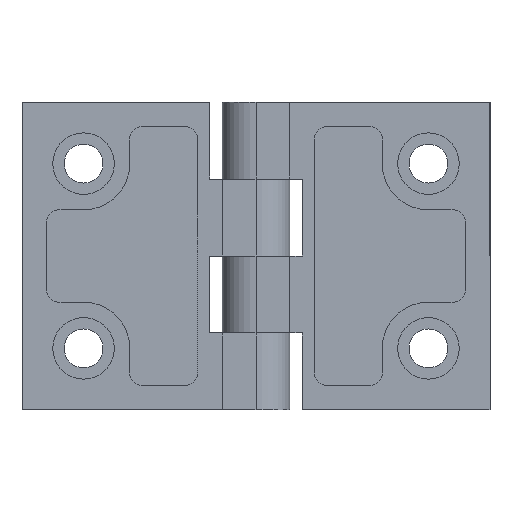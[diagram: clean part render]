
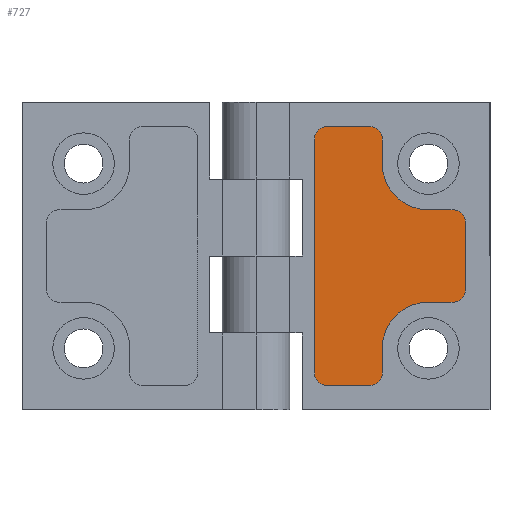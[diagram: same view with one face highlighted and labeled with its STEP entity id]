
A CAD part, front view. The second image highlights one B-rep face of the part: STEP entity #727.
In plain terms, the highlighted planar face has unit normal (0, -1, 0).
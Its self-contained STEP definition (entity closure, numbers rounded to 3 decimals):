
#9 = CARTESIAN_POINT ( 'NONE',  ( -18.5, -3., 21. ) ) ;
#117 = VERTEX_POINT ( 'NONE', #1178 ) ;
#128 = CIRCLE ( 'NONE', #143, 2. ) ;
#143 = AXIS2_PLACEMENT_3D ( 'NONE', #737, #735, #734 ) ;
#198 = DIRECTION ( 'NONE',  ( 0., 0., -1. ) ) ;
#200 = DIRECTION ( 'NONE',  ( 0., -1., 0. ) ) ;
#214 = CARTESIAN_POINT ( 'NONE',  ( -32., -3., 5.5 ) ) ;
#241 = AXIS2_PLACEMENT_3D ( 'NONE', #1081, #1078, #1075 ) ;
#257 = AXIS2_PLACEMENT_3D ( 'NONE', #1182, #1180, #1174 ) ;
#261 = CIRCLE ( 'NONE', #297, 7.5 ) ;
#297 = AXIS2_PLACEMENT_3D ( 'NONE', #1337, #1332, #1330 ) ;
#316 = VERTEX_POINT ( 'NONE', #972 ) ;
#361 = ORIENTED_EDGE ( 'NONE', *, *, #2622, .T. ) ;
#373 = CARTESIAN_POINT ( 'NONE',  ( -20.5, -3., 19. ) ) ;
#376 = VECTOR ( 'NONE', #751, 1000. ) ;
#395 = VERTEX_POINT ( 'NONE', #909 ) ;
#414 = AXIS2_PLACEMENT_3D ( 'NONE', #2776, #3000, #2433 ) ;
#437 = CARTESIAN_POINT ( 'NONE',  ( -34., -3., 5.5 ) ) ;
#463 = CARTESIAN_POINT ( 'NONE',  ( -32., -3., 5.5 ) ) ;
#473 = CARTESIAN_POINT ( 'NONE',  ( -32., -3., 7.5 ) ) ;
#489 = DIRECTION ( 'NONE',  ( -1., 0., 0. ) ) ;
#531 = DIRECTION ( 'NONE',  ( 0., 0., -1. ) ) ;
#535 = DIRECTION ( 'NONE',  ( 0., -1., 0. ) ) ;
#542 = CARTESIAN_POINT ( 'NONE',  ( -18.5, -3., -19. ) ) ;
#579 = DIRECTION ( 'NONE',  ( 0., -1., 0. ) ) ;
#585 = CARTESIAN_POINT ( 'NONE',  ( -11.5, -3., 19. ) ) ;
#698 = CARTESIAN_POINT ( 'NONE',  ( -20.5, -3., -15. ) ) ;
#700 = DIRECTION ( 'NONE',  ( 0., 0., -1. ) ) ;
#727 = ADVANCED_FACE ( 'N', ( #2430 ), #1024, .F. ) ;
#734 = DIRECTION ( 'NONE',  ( 0., 0., -1. ) ) ;
#735 = DIRECTION ( 'NONE',  ( 0., -1., 0. ) ) ;
#737 = CARTESIAN_POINT ( 'NONE',  ( -32., -3., -5.5 ) ) ;
#745 = AXIS2_PLACEMENT_3D ( 'NONE', #463, #3062, #3174 ) ;
#751 = DIRECTION ( 'NONE',  ( 0., 0., 1. ) ) ;
#752 = CARTESIAN_POINT ( 'NONE',  ( -9.5, -3., 19. ) ) ;
#762 = CARTESIAN_POINT ( 'NONE',  ( -18.5, -3., -21. ) ) ;
#766 = DIRECTION ( 'NONE',  ( 1., 0., 0. ) ) ;
#788 = VERTEX_POINT ( 'NONE', #3408 ) ;
#878 = LINE ( 'NONE', #752, #376 ) ;
#893 = VECTOR ( 'NONE', #489, 1000. ) ;
#909 = CARTESIAN_POINT ( 'NONE',  ( -28., -3., 7.5 ) ) ;
#972 = CARTESIAN_POINT ( 'NONE',  ( -20.5, -3., 15. ) ) ;
#1024 = PLANE ( 'NONE',  #745 ) ;
#1034 = VERTEX_POINT ( 'NONE', #3043 ) ;
#1075 = DIRECTION ( 'NONE',  ( 0., 0., -1. ) ) ;
#1078 = DIRECTION ( 'NONE',  ( 0., -1., 0. ) ) ;
#1081 = CARTESIAN_POINT ( 'NONE',  ( -28., -3., -15. ) ) ;
#1115 = EDGE_CURVE ( 'NONE', #2365, #117, #3318, .T. ) ;
#1158 = DIRECTION ( 'NONE',  ( 1., 0., 0. ) ) ;
#1174 = DIRECTION ( 'NONE',  ( 0., 0., -1. ) ) ;
#1178 = CARTESIAN_POINT ( 'NONE',  ( -9.5, -3., -19. ) ) ;
#1180 = DIRECTION ( 'NONE',  ( 0., -1., 0. ) ) ;
#1182 = CARTESIAN_POINT ( 'NONE',  ( -18.5, -3., 19. ) ) ;
#1192 = CARTESIAN_POINT ( 'NONE',  ( -32., -3., -7.5 ) ) ;
#1229 = VERTEX_POINT ( 'NONE', #1673 ) ;
#1330 = DIRECTION ( 'NONE',  ( 0., 0., -1. ) ) ;
#1332 = DIRECTION ( 'NONE',  ( 0., -1., 0. ) ) ;
#1333 = AXIS2_PLACEMENT_3D ( 'NONE', #585, #579, #2789 ) ;
#1337 = CARTESIAN_POINT ( 'NONE',  ( -28., -3., 15. ) ) ;
#1369 = ORIENTED_EDGE ( 'NONE', *, *, #2514, .T. ) ;
#1398 = CARTESIAN_POINT ( 'NONE',  ( -20.5, -3., -19. ) ) ;
#1412 = CARTESIAN_POINT ( 'NONE',  ( -11.5, -3., -21. ) ) ;
#1431 = VERTEX_POINT ( 'NONE', #3309 ) ;
#1435 = EDGE_CURVE ( 'NONE', #2096, #788, #3029, .T. ) ;
#1457 = DIRECTION ( 'NONE',  ( 0., 0., -1. ) ) ;
#1527 = ORIENTED_EDGE ( 'NONE', *, *, #2406, .F. ) ;
#1552 = EDGE_CURVE ( 'NONE', #2638, #1034, #1803, .T. ) ;
#1565 = AXIS2_PLACEMENT_3D ( 'NONE', #542, #535, #531 ) ;
#1625 = VECTOR ( 'NONE', #3336, 1000. ) ;
#1648 = ORIENTED_EDGE ( 'NONE', *, *, #2538, .T. ) ;
#1673 = CARTESIAN_POINT ( 'NONE',  ( -28., -3., -7.5 ) ) ;
#1733 = LINE ( 'NONE', #473, #893 ) ;
#1749 = VERTEX_POINT ( 'NONE', #2377 ) ;
#1785 = ORIENTED_EDGE ( 'NONE', *, *, #1115, .T. ) ;
#1801 = VERTEX_POINT ( 'NONE', #2298 ) ;
#1803 = LINE ( 'NONE', #2912, #2320 ) ;
#1826 = CARTESIAN_POINT ( 'NONE',  ( -20.5, -3., 15. ) ) ;
#1850 = ORIENTED_EDGE ( 'NONE', *, *, #1896, .T. ) ;
#1890 = CIRCLE ( 'NONE', #1565, 2. ) ;
#1896 = EDGE_CURVE ( 'NONE', #2706, #316, #3415, .T. ) ;
#1941 = CIRCLE ( 'NONE', #2961, 2. ) ;
#1953 = DIRECTION ( 'NONE',  ( 0., 0., -1. ) ) ;
#1966 = CIRCLE ( 'NONE', #1333, 2. ) ;
#1968 = ORIENTED_EDGE ( 'NONE', *, *, #2723, .T. ) ;
#1990 = CARTESIAN_POINT ( 'NONE',  ( -11.5, -3., 21. ) ) ;
#2032 = VERTEX_POINT ( 'NONE', #2082 ) ;
#2074 = ORIENTED_EDGE ( 'NONE', *, *, #1552, .T. ) ;
#2080 = LINE ( 'NONE', #698, #2395 ) ;
#2082 = CARTESIAN_POINT ( 'NONE',  ( -18.5, -3., -21. ) ) ;
#2096 = VERTEX_POINT ( 'NONE', #1990 ) ;
#2117 = EDGE_LOOP ( 'NONE', ( #2074, #2210, #3211, #2746, #2378, #3338, #2128, #1785, #1369, #1648, #2587, #2621, #1850, #1527, #361, #1968 ) ) ;
#2128 = ORIENTED_EDGE ( 'NONE', *, *, #2517, .T. ) ;
#2155 = VECTOR ( 'NONE', #766, 1000. ) ;
#2210 = ORIENTED_EDGE ( 'NONE', *, *, #2515, .T. ) ;
#2298 = CARTESIAN_POINT ( 'NONE',  ( -20.5, -3., -15. ) ) ;
#2320 = VECTOR ( 'NONE', #1457, 1000. ) ;
#2362 = VERTEX_POINT ( 'NONE', #1398 ) ;
#2365 = VERTEX_POINT ( 'NONE', #1412 ) ;
#2369 = CIRCLE ( 'NONE', #241, 7.5 ) ;
#2377 = CARTESIAN_POINT ( 'NONE',  ( -9.5, -3., 19. ) ) ;
#2378 = ORIENTED_EDGE ( 'NONE', *, *, #2526, .T. ) ;
#2395 = VECTOR ( 'NONE', #700, 1000. ) ;
#2406 = EDGE_CURVE ( 'NONE', #395, #316, #261, .T. ) ;
#2430 = FACE_OUTER_BOUND ( 'NONE', #2117, .T. ) ;
#2433 = DIRECTION ( 'NONE',  ( 0., 0., -1. ) ) ;
#2440 = EDGE_CURVE ( 'NONE', #788, #2706, #2476, .T. ) ;
#2453 = EDGE_CURVE ( 'NONE', #1431, #1229, #2456, .T. ) ;
#2456 = LINE ( 'NONE', #1192, #2933 ) ;
#2471 = EDGE_CURVE ( 'NONE', #1801, #1229, #2369, .T. ) ;
#2476 = CIRCLE ( 'NONE', #257, 2. ) ;
#2514 = EDGE_CURVE ( 'NONE', #117, #1749, #878, .T. ) ;
#2515 = EDGE_CURVE ( 'NONE', #1034, #1431, #128, .T. ) ;
#2517 = EDGE_CURVE ( 'NONE', #2032, #2365, #2898, .T. ) ;
#2526 = EDGE_CURVE ( 'NONE', #1801, #2362, #2080, .T. ) ;
#2538 = EDGE_CURVE ( 'NONE', #1749, #2096, #1966, .T. ) ;
#2553 = EDGE_CURVE ( 'NONE', #2362, #2032, #1890, .T. ) ;
#2587 = ORIENTED_EDGE ( 'NONE', *, *, #1435, .T. ) ;
#2621 = ORIENTED_EDGE ( 'NONE', *, *, #2440, .T. ) ;
#2622 = EDGE_CURVE ( 'NONE', #395, #3149, #1733, .T. ) ;
#2638 = VERTEX_POINT ( 'NONE', #437 ) ;
#2706 = VERTEX_POINT ( 'NONE', #373 ) ;
#2723 = EDGE_CURVE ( 'NONE', #3149, #2638, #1941, .T. ) ;
#2746 = ORIENTED_EDGE ( 'NONE', *, *, #2471, .F. ) ;
#2776 = CARTESIAN_POINT ( 'NONE',  ( -11.5, -3., -19. ) ) ;
#2789 = DIRECTION ( 'NONE',  ( 0., 0., -1. ) ) ;
#2898 = LINE ( 'NONE', #762, #2155 ) ;
#2912 = CARTESIAN_POINT ( 'NONE',  ( -34., -3., 5.5 ) ) ;
#2933 = VECTOR ( 'NONE', #1158, 1000. ) ;
#2961 = AXIS2_PLACEMENT_3D ( 'NONE', #214, #200, #198 ) ;
#3000 = DIRECTION ( 'NONE',  ( 0., -1., 0. ) ) ;
#3029 = LINE ( 'NONE', #9, #1625 ) ;
#3043 = CARTESIAN_POINT ( 'NONE',  ( -34., -3., -5.5 ) ) ;
#3062 = DIRECTION ( 'NONE',  ( 0., 1., 0. ) ) ;
#3135 = VECTOR ( 'NONE', #1953, 1000. ) ;
#3149 = VERTEX_POINT ( 'NONE', #3344 ) ;
#3174 = DIRECTION ( 'NONE',  ( 0., 0., 1. ) ) ;
#3211 = ORIENTED_EDGE ( 'NONE', *, *, #2453, .T. ) ;
#3309 = CARTESIAN_POINT ( 'NONE',  ( -32., -3., -7.5 ) ) ;
#3318 = CIRCLE ( 'NONE', #414, 2. ) ;
#3336 = DIRECTION ( 'NONE',  ( -1., 0., 0. ) ) ;
#3338 = ORIENTED_EDGE ( 'NONE', *, *, #2553, .T. ) ;
#3344 = CARTESIAN_POINT ( 'NONE',  ( -32., -3., 7.5 ) ) ;
#3408 = CARTESIAN_POINT ( 'NONE',  ( -18.5, -3., 21. ) ) ;
#3415 = LINE ( 'NONE', #1826, #3135 ) ;
